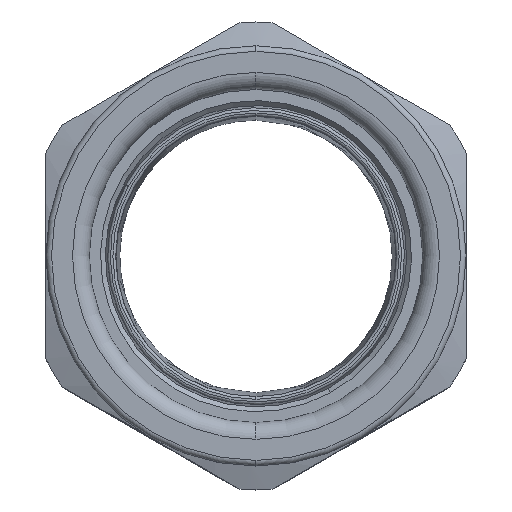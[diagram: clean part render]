
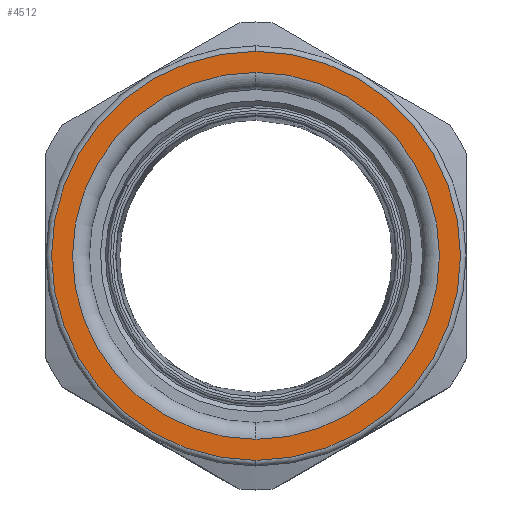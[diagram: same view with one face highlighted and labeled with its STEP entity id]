
A CAD part, top view. The second image highlights one B-rep face of the part: STEP entity #4512.
In plain terms, the highlighted planar face has unit normal (0, 0, 1).
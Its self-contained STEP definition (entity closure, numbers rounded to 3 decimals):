
#4402=AXIS2_PLACEMENT_3D('Circle Axis2P3D',#4400,#4401,$) ;
#4426=AXIS2_PLACEMENT_3D('Circle Axis2P3D',#4424,#4425,$) ;
#4488=AXIS2_PLACEMENT_3D('Plane Axis2P3D',#4485,#4486,#4487) ;
#4492=AXIS2_PLACEMENT_3D('Circle Axis2P3D',#4490,#4491,$) ;
#4501=AXIS2_PLACEMENT_3D('Circle Axis2P3D',#4499,#4500,$) ;
#4397=CARTESIAN_POINT('Vertex',(37.5,74.5,97.4)) ;
#4400=CARTESIAN_POINT('Axis2P3D Location',(37.5,41.75,97.4)) ;
#4404=CARTESIAN_POINT('Vertex',(37.5,9.,97.4)) ;
#4424=CARTESIAN_POINT('Axis2P3D Location',(37.5,41.75,97.4)) ;
#4485=CARTESIAN_POINT('Axis2P3D Location',(37.5,41.75,97.4)) ;
#4490=CARTESIAN_POINT('Axis2P3D Location',(37.5,41.75,97.4)) ;
#4494=CARTESIAN_POINT('Vertex',(37.5,5.25,97.4)) ;
#4496=CARTESIAN_POINT('Vertex',(37.5,78.25,97.4)) ;
#4499=CARTESIAN_POINT('Axis2P3D Location',(37.5,41.75,97.4)) ;
#4401=DIRECTION('Axis2P3D Direction',(0.,0.,1.)) ;
#4425=DIRECTION('Axis2P3D Direction',(0.,0.,1.)) ;
#4486=DIRECTION('Axis2P3D Direction',(0.,0.,1.)) ;
#4487=DIRECTION('Axis2P3D XDirection',(0.,1.,0.)) ;
#4491=DIRECTION('Axis2P3D Direction',(0.,0.,1.)) ;
#4500=DIRECTION('Axis2P3D Direction',(0.,0.,1.)) ;
#4505=ORIENTED_EDGE('',*,*,#4498,.T.) ;
#4506=ORIENTED_EDGE('',*,*,#4503,.T.) ;
#4509=ORIENTED_EDGE('',*,*,#4428,.F.) ;
#4510=ORIENTED_EDGE('',*,*,#4406,.F.) ;
#4511=FACE_BOUND('',#4508,.T.) ;
#4512=ADVANCED_FACE('PartBody',(#4507,#4511),#4489,.T.) ;
#4403=CIRCLE('generated circle',#4402,32.75) ;
#4427=CIRCLE('generated circle',#4426,32.75) ;
#4493=CIRCLE('generated circle',#4492,36.5) ;
#4502=CIRCLE('generated circle',#4501,36.5) ;
#4406=EDGE_CURVE('',#4398,#4405,#4403,.T.) ;
#4428=EDGE_CURVE('',#4405,#4398,#4427,.T.) ;
#4498=EDGE_CURVE('',#4495,#4497,#4493,.T.) ;
#4503=EDGE_CURVE('',#4497,#4495,#4502,.T.) ;
#4504=EDGE_LOOP('',(#4505,#4506)) ;
#4508=EDGE_LOOP('',(#4509,#4510)) ;
#4507=FACE_OUTER_BOUND('',#4504,.T.) ;
#4489=PLANE('',#4488) ;
#4398=VERTEX_POINT('',#4397) ;
#4405=VERTEX_POINT('',#4404) ;
#4495=VERTEX_POINT('',#4494) ;
#4497=VERTEX_POINT('',#4496) ;
